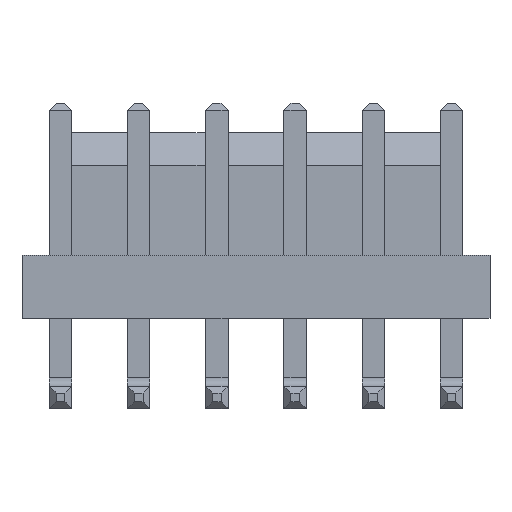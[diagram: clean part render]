
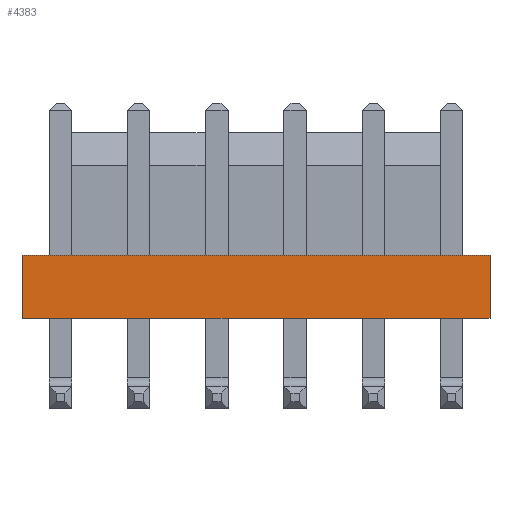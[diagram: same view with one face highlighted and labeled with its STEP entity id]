
A CAD part, front view. The second image highlights one B-rep face of the part: STEP entity #4383.
In plain terms, the highlighted planar face has unit normal (0, -1, 0).
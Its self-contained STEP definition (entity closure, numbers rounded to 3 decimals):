
#152 = CARTESIAN_POINT ( 'NONE',  ( -11.85, -3.9, 0. ) ) ;
#352 = VECTOR ( 'NONE', #2839, 1000. ) ;
#437 = DIRECTION ( 'NONE',  ( -1., 0., 0. ) ) ;
#494 = CARTESIAN_POINT ( 'NONE',  ( 11.85, -3.9, 3.2 ) ) ;
#694 = CARTESIAN_POINT ( 'NONE',  ( 11.85, -3.9, 3.2 ) ) ;
#773 = CARTESIAN_POINT ( 'NONE',  ( -11.85, -3.9, 3.2 ) ) ;
#779 = ORIENTED_EDGE ( 'NONE', *, *, #4444, .F. ) ;
#833 = DIRECTION ( 'NONE',  ( 1., 0., 0. ) ) ;
#1274 = LINE ( 'NONE', #2397, #6768 ) ;
#1298 = VERTEX_POINT ( 'NONE', #494 ) ;
#1667 = VERTEX_POINT ( 'NONE', #4508 ) ;
#2397 = CARTESIAN_POINT ( 'NONE',  ( -11.85, -3.9, 0. ) ) ;
#2414 = EDGE_CURVE ( 'NONE', #5148, #1667, #1274, .T. ) ;
#2586 = VERTEX_POINT ( 'NONE', #5207 ) ;
#2603 = CARTESIAN_POINT ( 'NONE',  ( -11.85, -3.9, 3.2 ) ) ;
#2839 = DIRECTION ( 'NONE',  ( 0., 0., -1. ) ) ;
#2883 = EDGE_LOOP ( 'NONE', ( #6882, #3492, #779, #5193 ) ) ;
#2890 = EDGE_CURVE ( 'NONE', #1298, #1667, #4414, .T. ) ;
#3344 = VECTOR ( 'NONE', #4995, 1000. ) ;
#3492 = ORIENTED_EDGE ( 'NONE', *, *, #2890, .F. ) ;
#3589 = DIRECTION ( 'NONE',  ( 0., 1., 0. ) ) ;
#3772 = VECTOR ( 'NONE', #4217, 1000. ) ;
#4111 = EDGE_CURVE ( 'NONE', #2586, #5148, #5516, .T. ) ;
#4217 = DIRECTION ( 'NONE',  ( 1., 0., 0. ) ) ;
#4383 = ADVANCED_FACE ( 'NONE', ( #4943 ), #6810, .F. ) ;
#4414 = LINE ( 'NONE', #694, #352 ) ;
#4444 = EDGE_CURVE ( 'NONE', #2586, #1298, #5187, .T. ) ;
#4508 = CARTESIAN_POINT ( 'NONE',  ( 11.85, -3.9, 0. ) ) ;
#4659 = CARTESIAN_POINT ( 'NONE',  ( -11.85, -3.9, 3.2 ) ) ;
#4943 = FACE_OUTER_BOUND ( 'NONE', #2883, .T. ) ;
#4995 = DIRECTION ( 'NONE',  ( 0., 0., -1. ) ) ;
#5148 = VERTEX_POINT ( 'NONE', #152 ) ;
#5187 = LINE ( 'NONE', #2603, #3772 ) ;
#5193 = ORIENTED_EDGE ( 'NONE', *, *, #4111, .T. ) ;
#5207 = CARTESIAN_POINT ( 'NONE',  ( -11.85, -3.9, 3.2 ) ) ;
#5516 = LINE ( 'NONE', #773, #3344 ) ;
#6356 = AXIS2_PLACEMENT_3D ( 'NONE', #4659, #3589, #437 ) ;
#6768 = VECTOR ( 'NONE', #833, 1000. ) ;
#6810 = PLANE ( 'NONE',  #6356 ) ;
#6882 = ORIENTED_EDGE ( 'NONE', *, *, #2414, .T. ) ;
